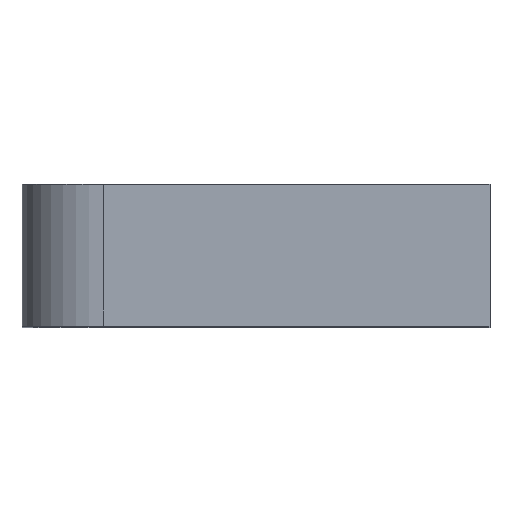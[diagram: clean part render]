
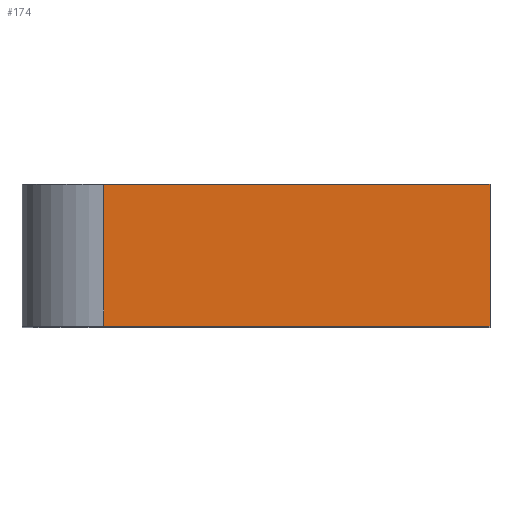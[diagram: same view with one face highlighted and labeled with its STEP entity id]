
A CAD part, top view. The second image highlights one B-rep face of the part: STEP entity #174.
In plain terms, the highlighted planar face has unit normal (0, 0, 1).
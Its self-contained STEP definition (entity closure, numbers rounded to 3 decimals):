
#12 = CARTESIAN_POINT ( 'NONE',  ( -109., 40., 132. ) ) ;
#16 = DIRECTION ( 'NONE',  ( 0., -1., 0. ) ) ;
#27 = FACE_OUTER_BOUND ( 'NONE', #508, .T. ) ;
#32 = VECTOR ( 'NONE', #498, 1000. ) ;
#57 = AXIS2_PLACEMENT_3D ( 'NONE', #67, #155, #457 ) ;
#59 = LINE ( 'NONE', #260, #84 ) ;
#60 = EDGE_CURVE ( 'NONE', #543, #311, #59, .T. ) ;
#67 = CARTESIAN_POINT ( 'NONE',  ( -109., 40., 132. ) ) ;
#82 = CARTESIAN_POINT ( 'NONE',  ( 0., 40., 132. ) ) ;
#84 = VECTOR ( 'NONE', #16, 1000. ) ;
#124 = CARTESIAN_POINT ( 'NONE',  ( 0., 40., 132. ) ) ;
#138 = ORIENTED_EDGE ( 'NONE', *, *, #208, .F. ) ;
#155 = DIRECTION ( 'NONE',  ( 0., 0., -1. ) ) ;
#158 = LINE ( 'NONE', #124, #568 ) ;
#174 = ADVANCED_FACE ( 'NONE', ( #27 ), #599, .F. ) ;
#186 = ORIENTED_EDGE ( 'NONE', *, *, #537, .F. ) ;
#207 = ORIENTED_EDGE ( 'NONE', *, *, #60, .T. ) ;
#208 = EDGE_CURVE ( 'NONE', #377, #603, #158, .T. ) ;
#260 = CARTESIAN_POINT ( 'NONE',  ( -109., 40., 132. ) ) ;
#301 = LINE ( 'NONE', #490, #32 ) ;
#311 = VERTEX_POINT ( 'NONE', #481 ) ;
#377 = VERTEX_POINT ( 'NONE', #82 ) ;
#414 = DIRECTION ( 'NONE',  ( 1., 0., 0. ) ) ;
#457 = DIRECTION ( 'NONE',  ( -1., 0., 0. ) ) ;
#481 = CARTESIAN_POINT ( 'NONE',  ( -109., 0., 132. ) ) ;
#490 = CARTESIAN_POINT ( 'NONE',  ( -109., 40., 132. ) ) ;
#498 = DIRECTION ( 'NONE',  ( 1., 0., 0. ) ) ;
#503 = CARTESIAN_POINT ( 'NONE',  ( -109., 0., 132. ) ) ;
#504 = DIRECTION ( 'NONE',  ( 0., -1., 0. ) ) ;
#508 = EDGE_LOOP ( 'NONE', ( #622, #138, #186, #207 ) ) ;
#537 = EDGE_CURVE ( 'NONE', #543, #377, #301, .T. ) ;
#543 = VERTEX_POINT ( 'NONE', #12 ) ;
#555 = LINE ( 'NONE', #503, #576 ) ;
#568 = VECTOR ( 'NONE', #504, 1000. ) ;
#576 = VECTOR ( 'NONE', #414, 1000. ) ;
#585 = EDGE_CURVE ( 'NONE', #311, #603, #555, .T. ) ;
#599 = PLANE ( 'NONE',  #57 ) ;
#603 = VERTEX_POINT ( 'NONE', #606 ) ;
#606 = CARTESIAN_POINT ( 'NONE',  ( 0., 0., 132. ) ) ;
#622 = ORIENTED_EDGE ( 'NONE', *, *, #585, .T. ) ;
